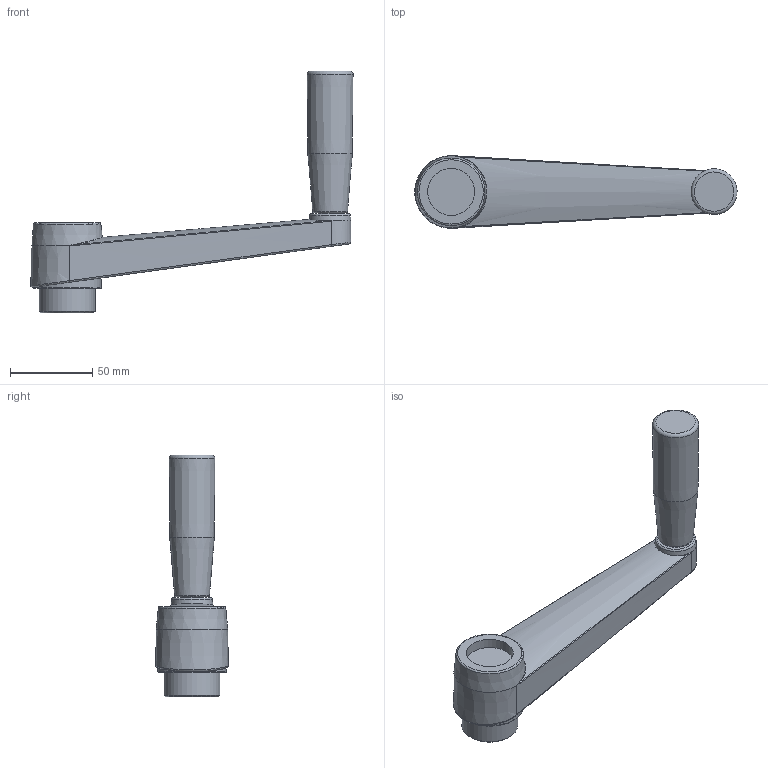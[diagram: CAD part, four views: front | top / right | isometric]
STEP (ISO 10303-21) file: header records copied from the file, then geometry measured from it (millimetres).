
FILE_DESCRIPTION( ( 'Unknown' ), '1' );
FILE_NAME( '6335060_MV160-M.stp', 'Unknown', ( 'Unknown' ), ( 'Unknown' ), 'PSStep 10.1', 'Unknown', ' ' );
FILE_SCHEMA( ( 'AUTOMOTIVE_DESIGN { 1 0 10303 214 1 1 1 1 }' ) );
Length unit declared in the file: millimetre
Products named in the file (2): 1831103
Bounding box: 196.01 x 44.15 x 147.26 mm (x, y, z)
Volume: 180603.8 mm3; surface area: 48282.7 mm2
Topology: 2 solids, 3 shells, 166 faces, 409 edges, 269 vertices
Faces by surface type: plane 107, cylinder 23, bspline 16, cone 14, torus 6
Full cylindrical faces by diameter (mm): 5.1 x1, 6 x1, 8.3 x1, 8.5 x1, 9 x1, 10 x2, 10.6 x1, 13 x1, 14 x1, 14.5 x1, 28.6 x1, 34 x1, 41.6 x1
Entity records: 7931 total; most frequent: CARTESIAN_POINT 2956, ORIENTED_EDGE 720, DIRECTION 690, EDGE_CURVE 360, VERTEX_POINT 255, AXIS2_PLACEMENT_3D 230, LINE 230, VECTOR 230
